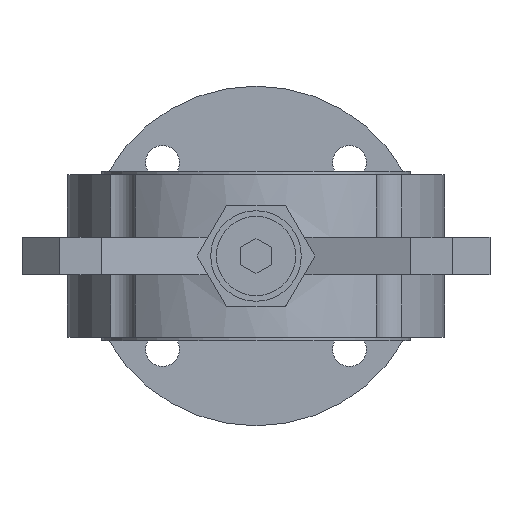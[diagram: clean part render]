
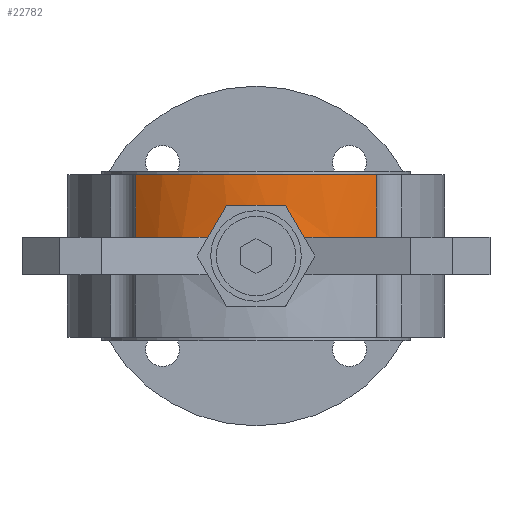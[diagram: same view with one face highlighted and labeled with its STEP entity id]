
A CAD part, front view. The second image highlights one B-rep face of the part: STEP entity #22782.
In plain terms, the highlighted cylindrical face has radius 50 mm (diameter 100 mm), a partial arc.
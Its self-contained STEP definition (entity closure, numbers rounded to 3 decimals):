
#1422 = CIRCLE ( 'NONE', #16180, 50. ) ;
#1641 = ORIENTED_EDGE ( 'NONE', *, *, #21797, .T. ) ;
#1769 = AXIS2_PLACEMENT_3D ( 'NONE', #2715, #4663, #14542 ) ;
#2435 = AXIS2_PLACEMENT_3D ( 'NONE', #9937, #13896, #6017 ) ;
#2715 = CARTESIAN_POINT ( 'NONE',  ( 0., 0., 5. ) ) ;
#2797 = VECTOR ( 'NONE', #5868, 1000. ) ;
#3232 = CARTESIAN_POINT ( 'NONE',  ( -12.702, -48.36, 5. ) ) ;
#3833 = VERTEX_POINT ( 'NONE', #3232 ) ;
#4229 = DIRECTION ( 'NONE',  ( 1., 0., 0. ) ) ;
#4485 = LINE ( 'NONE', #12757, #16983 ) ;
#4575 = DIRECTION ( 'NONE',  ( 0., 0., 1. ) ) ;
#4628 = ORIENTED_EDGE ( 'NONE', *, *, #18081, .T. ) ;
#4663 = DIRECTION ( 'NONE',  ( 0., 0., 1. ) ) ;
#4880 = CARTESIAN_POINT ( 'NONE',  ( 11.084, -48.785, 7.802 ) ) ;
#5868 = DIRECTION ( 'NONE',  ( 0., 0., -1. ) ) ;
#5892 = CARTESIAN_POINT ( 'NONE',  ( -7.794, -49.389, 13.5 ) ) ;
#6017 = DIRECTION ( 'NONE',  ( -1., 0., 0. ) ) ;
#6538 = EDGE_CURVE ( 'NONE', #24246, #12995, #16251, .T. ) ;
#6602 = FACE_OUTER_BOUND ( 'NONE', #8355, .T. ) ;
#6823 = ORIENTED_EDGE ( 'NONE', *, *, #13098, .T. ) ;
#7041 = AXIS2_PLACEMENT_3D ( 'NONE', #13752, #4575, #4229 ) ;
#7181 = CARTESIAN_POINT ( 'NONE',  ( 31.902, -38.5, 21.5 ) ) ;
#7812 = EDGE_CURVE ( 'NONE', #24246, #9046, #20710, .T. ) ;
#8267 = CARTESIAN_POINT ( 'NONE',  ( 0., 0., 21.5 ) ) ;
#8355 = EDGE_LOOP ( 'NONE', ( #22203, #19251, #4628, #23016, #1641, #6823, #13306, #25658 ) ) ;
#9046 = VERTEX_POINT ( 'NONE', #7181 ) ;
#9401 = CIRCLE ( 'NONE', #2435, 50. ) ;
#9713 = CARTESIAN_POINT ( 'NONE',  ( 0., 0., 5. ) ) ;
#9937 = CARTESIAN_POINT ( 'NONE',  ( 0., 0., 13.5 ) ) ;
#10273 = DIRECTION ( 'NONE',  ( 1., 0., 0. ) ) ;
#10885 = DIRECTION ( 'NONE',  ( 0., 0., 1. ) ) ;
#11850 = CARTESIAN_POINT ( 'NONE',  ( -7.794, -49.389, 13.5 ) ) ;
#12757 = CARTESIAN_POINT ( 'NONE',  ( 31.902, -38.5, 0. ) ) ;
#12995 = VERTEX_POINT ( 'NONE', #21708 ) ;
#13098 = EDGE_CURVE ( 'NONE', #24169, #20755, #18069, .T. ) ;
#13306 = ORIENTED_EDGE ( 'NONE', *, *, #25924, .T. ) ;
#13752 = CARTESIAN_POINT ( 'NONE',  ( 0., 0., 115.101 ) ) ;
#13896 = DIRECTION ( 'NONE',  ( 0., 0., 1. ) ) ;
#14387 = DIRECTION ( 'NONE',  ( 0., 0., 1. ) ) ;
#14542 = DIRECTION ( 'NONE',  ( 1., 0., 0. ) ) ;
#14669 = CARTESIAN_POINT ( 'NONE',  ( 7.794, -49.389, 13.5 ) ) ;
#14690 = VERTEX_POINT ( 'NONE', #5892 ) ;
#15139 = AXIS2_PLACEMENT_3D ( 'NONE', #8267, #14387, #10273 ) ;
#15734 = CARTESIAN_POINT ( 'NONE',  ( -31.902, -38.5, 0. ) ) ;
#16180 = AXIS2_PLACEMENT_3D ( 'NONE', #9713, #17763, #17840 ) ;
#16251 = LINE ( 'NONE', #15734, #2797 ) ;
#16692 = CARTESIAN_POINT ( 'NONE',  ( 7.794, -49.389, 13.5 ) ) ;
#16740 = CARTESIAN_POINT ( 'NONE',  ( 9.447, -49.128, 10.638 ) ) ;
#16983 = VECTOR ( 'NONE', #10885, 1000. ) ;
#17276 = CIRCLE ( 'NONE', #1769, 50. ) ;
#17763 = DIRECTION ( 'NONE',  ( 0., 0., 1. ) ) ;
#17826 = EDGE_CURVE ( 'NONE', #19852, #9046, #4485, .T. ) ;
#17840 = DIRECTION ( 'NONE',  ( 1., 0., 0. ) ) ;
#18069 =( BOUNDED_CURVE ( )  B_SPLINE_CURVE ( 3, ( #14669, #16740, #4880, #22670 ),
 .UNSPECIFIED., .F., .T. ) 
 B_SPLINE_CURVE_WITH_KNOTS ( ( 4, 4 ),
 ( 1.727, 1.828 ),
 .UNSPECIFIED. ) 
 CURVE ( )  GEOMETRIC_REPRESENTATION_ITEM ( )  RATIONAL_B_SPLINE_CURVE ( ( 1., 0.999, 0.999, 1. ) ) 
 REPRESENTATION_ITEM ( '' )  );
#18081 = EDGE_CURVE ( 'NONE', #12995, #3833, #17276, .T. ) ;
#19251 = ORIENTED_EDGE ( 'NONE', *, *, #6538, .T. ) ;
#19852 = VERTEX_POINT ( 'NONE', #19872 ) ;
#19872 = CARTESIAN_POINT ( 'NONE',  ( 31.902, -38.5, 5. ) ) ;
#20221 = EDGE_CURVE ( 'NONE', #3833, #14690, #25795, .T. ) ;
#20710 = CIRCLE ( 'NONE', #15139, 50. ) ;
#20755 = VERTEX_POINT ( 'NONE', #21874 ) ;
#20939 = CARTESIAN_POINT ( 'NONE',  ( -31.902, -38.5, 21.5 ) ) ;
#21043 = CYLINDRICAL_SURFACE ( 'NONE', #7041, 50. ) ;
#21708 = CARTESIAN_POINT ( 'NONE',  ( -31.902, -38.5, 5. ) ) ;
#21797 = EDGE_CURVE ( 'NONE', #14690, #24169, #9401, .T. ) ;
#21874 = CARTESIAN_POINT ( 'NONE',  ( 12.702, -48.36, 5. ) ) ;
#22203 = ORIENTED_EDGE ( 'NONE', *, *, #7812, .F. ) ;
#22670 = CARTESIAN_POINT ( 'NONE',  ( 12.702, -48.36, 5. ) ) ;
#22782 = ADVANCED_FACE ( 'NONE', ( #6602 ), #21043, .T. ) ;
#23016 = ORIENTED_EDGE ( 'NONE', *, *, #20221, .T. ) ;
#23694 = CARTESIAN_POINT ( 'NONE',  ( -11.084, -48.785, 7.802 ) ) ;
#23772 = CARTESIAN_POINT ( 'NONE',  ( -12.702, -48.36, 5. ) ) ;
#24169 = VERTEX_POINT ( 'NONE', #16692 ) ;
#24246 = VERTEX_POINT ( 'NONE', #20939 ) ;
#25525 = CARTESIAN_POINT ( 'NONE',  ( -9.447, -49.128, 10.638 ) ) ;
#25658 = ORIENTED_EDGE ( 'NONE', *, *, #17826, .T. ) ;
#25795 =( BOUNDED_CURVE ( )  B_SPLINE_CURVE ( 3, ( #23772, #23694, #25525, #11850 ),
 .UNSPECIFIED., .F., .T. ) 
 B_SPLINE_CURVE_WITH_KNOTS ( ( 4, 4 ),
 ( 4.456, 4.556 ),
 .UNSPECIFIED. ) 
 CURVE ( )  GEOMETRIC_REPRESENTATION_ITEM ( )  RATIONAL_B_SPLINE_CURVE ( ( 1., 0.999, 0.999, 1. ) ) 
 REPRESENTATION_ITEM ( '' )  );
#25924 = EDGE_CURVE ( 'NONE', #20755, #19852, #1422, .T. ) ;
